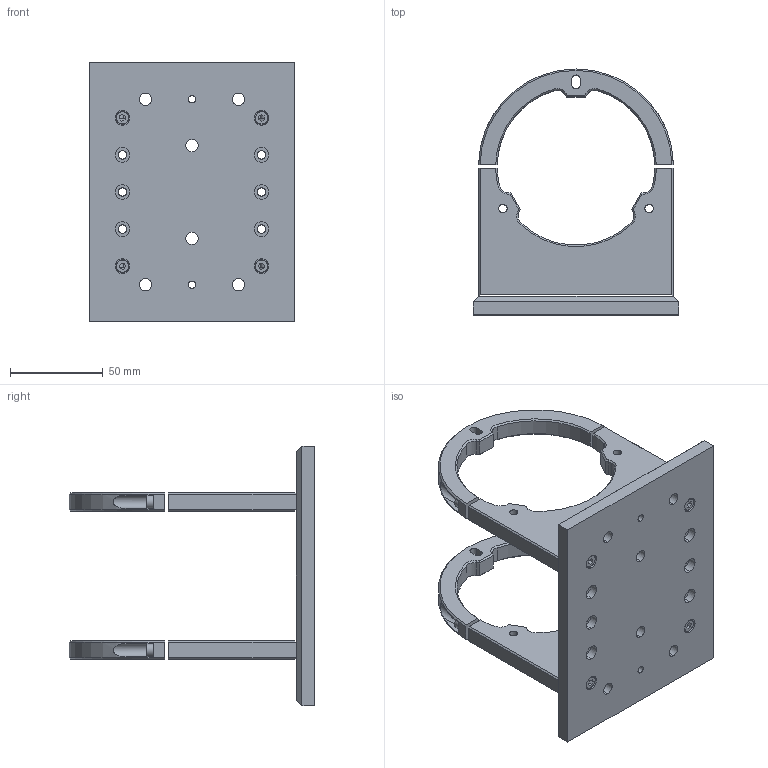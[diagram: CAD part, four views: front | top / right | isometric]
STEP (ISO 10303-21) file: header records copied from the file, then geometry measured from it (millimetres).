
FILE_DESCRIPTION (( 'STEP AP203' ), '1' );
FILE_NAME ('DP21320-B_CMHOMC12K200.step', '2021-11-15T13:58:21', ( '' ), ( '' ), 'SwSTEP 2.0', 'SolidWorks 2021', '' );
FILE_SCHEMA (( 'CONFIG_CONTROL_DESIGN' ));
Length unit declared in the file: millimetre
Products named in the file (1): DP21320-B_CMHOMC12K200
Bounding box: 111 x 132.5 x 140 mm (x, y, z)
Surface area: 75856 mm2 (no closed solid volume)
Topology: 0 solids, 13 shells, 368 faces, 974 edges, 638 vertices
Faces by surface type: plane 168, cylinder 132, cone 52, torus 16
Entity records: 11725 total; most frequent: CARTESIAN_POINT 2207, DIRECTION 2074, ORIENTED_EDGE 1792, EDGE_CURVE 974, AXIS2_PLACEMENT_3D 761, VERTEX_POINT 638, VECTOR 552, LINE 552
